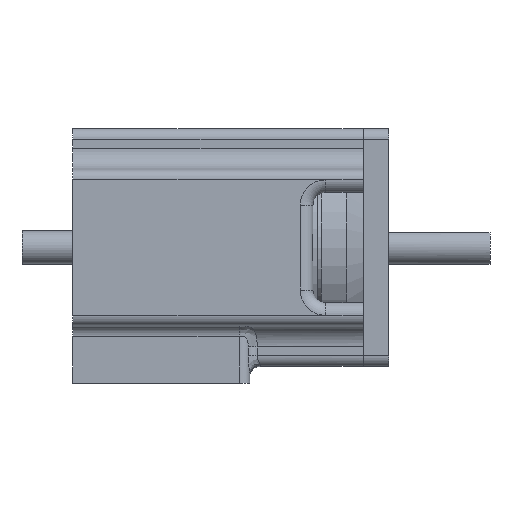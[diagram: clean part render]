
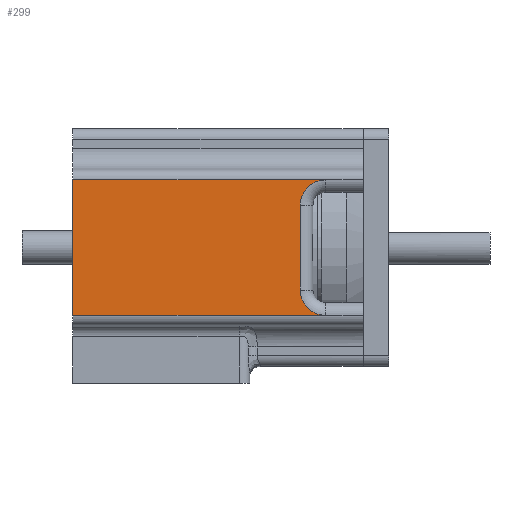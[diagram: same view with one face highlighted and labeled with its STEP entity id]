
A CAD part, left-side view. The second image highlights one B-rep face of the part: STEP entity #299.
In plain terms, the highlighted planar face has unit normal (-1, 0, 0).
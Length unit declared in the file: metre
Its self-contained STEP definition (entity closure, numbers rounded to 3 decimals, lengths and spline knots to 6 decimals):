
#299 = ADVANCED_FACE( '', ( #811 ), #812, .F. );
#811 = FACE_OUTER_BOUND( '', #1660, .T. );
#812 = PLANE( '', #1661 );
#1660 = EDGE_LOOP( '', ( #6431, #6432, #6433, #6434, #6435, #6436 ) );
#1661 = AXIS2_PLACEMENT_3D( '', #6437, #6438, #6439 );
#6431 = ORIENTED_EDGE( '', *, *, #8238, .T. );
#6432 = ORIENTED_EDGE( '', *, *, #8239, .T. );
#6433 = ORIENTED_EDGE( '', *, *, #8240, .F. );
#6434 = ORIENTED_EDGE( '', *, *, #8241, .T. );
#6435 = ORIENTED_EDGE( '', *, *, #8242, .T. );
#6436 = ORIENTED_EDGE( '', *, *, #8243, .T. );
#6437 = CARTESIAN_POINT( '', ( -0.0282, 0.264327, 0.008035 ) );
#6438 = DIRECTION( '', ( 1., 0., 0. ) );
#6439 = DIRECTION( '', ( 0., 0., -1. ) );
#8238 = EDGE_CURVE( '', #9072, #9073, #9074, .F. );
#8239 = EDGE_CURVE( '', #9073, #9075, #9076, .T. );
#8240 = EDGE_CURVE( '', #9077, #9075, #9078, .T. );
#8241 = EDGE_CURVE( '', #9077, #9079, #9080, .T. );
#8242 = EDGE_CURVE( '', #9079, #9081, #9082, .T. );
#8243 = EDGE_CURVE( '', #9081, #9072, #9083, .T. );
#9072 = VERTEX_POINT( '', #10737 );
#9073 = VERTEX_POINT( '', #10738 );
#9074 = LINE( '', #10739, #10740 );
#9075 = VERTEX_POINT( '', #10741 );
#9076 = CIRCLE( '', #10742, 0.006 );
#9077 = VERTEX_POINT( '', #10743 );
#9078 = LINE( '', #10744, #10745 );
#9079 = VERTEX_POINT( '', #10746 );
#9080 = LINE( '', #10747, #10748 );
#9081 = VERTEX_POINT( '', #10749 );
#9082 = LINE( '', #10750, #10751 );
#9083 = CIRCLE( '', #10752, 0.006 );
#10737 = CARTESIAN_POINT( '', ( -0.0282, 0.015, -0.01007 ) );
#10738 = CARTESIAN_POINT( '', ( -0.0282, 0.015, 0.01007 ) );
#10739 = CARTESIAN_POINT( '', ( -0.0282, 0.015, 0.01007 ) );
#10740 = VECTOR( '', #13791, 1. );
#10741 = CARTESIAN_POINT( '', ( -0.0282, 0.009, 0.01607 ) );
#10742 = AXIS2_PLACEMENT_3D( '', #13792, #13793, #13794 );
#10743 = CARTESIAN_POINT( '', ( -0.0282, 0.069, 0.01607 ) );
#10744 = CARTESIAN_POINT( '', ( -0.0282, 0.264327, 0.01607 ) );
#10745 = VECTOR( '', #13795, 1. );
#10746 = CARTESIAN_POINT( '', ( -0.0282, 0.069, -0.01607 ) );
#10747 = CARTESIAN_POINT( '', ( -0.0282, 0.069, 0.008035 ) );
#10748 = VECTOR( '', #13796, 1. );
#10749 = CARTESIAN_POINT( '', ( -0.0282, 0.009, -0.01607 ) );
#10750 = CARTESIAN_POINT( '', ( -0.0282, 0.264327, -0.01607 ) );
#10751 = VECTOR( '', #13797, 1. );
#10752 = AXIS2_PLACEMENT_3D( '', #13798, #13799, #13800 );
#13791 = DIRECTION( '', ( 0., 0., -1. ) );
#13792 = CARTESIAN_POINT( '', ( -0.0282, 0.009, 0.01007 ) );
#13793 = DIRECTION( '', ( 1., 0., 0. ) );
#13794 = DIRECTION( '', ( 0., 0., -1. ) );
#13795 = DIRECTION( '', ( 0., -1., 0. ) );
#13796 = DIRECTION( '', ( 0., 0., -1. ) );
#13797 = DIRECTION( '', ( 0., -1., 0. ) );
#13798 = CARTESIAN_POINT( '', ( -0.0282, 0.009, -0.01007 ) );
#13799 = DIRECTION( '', ( 1., 0., 0. ) );
#13800 = DIRECTION( '', ( 0., 0., -1. ) );
